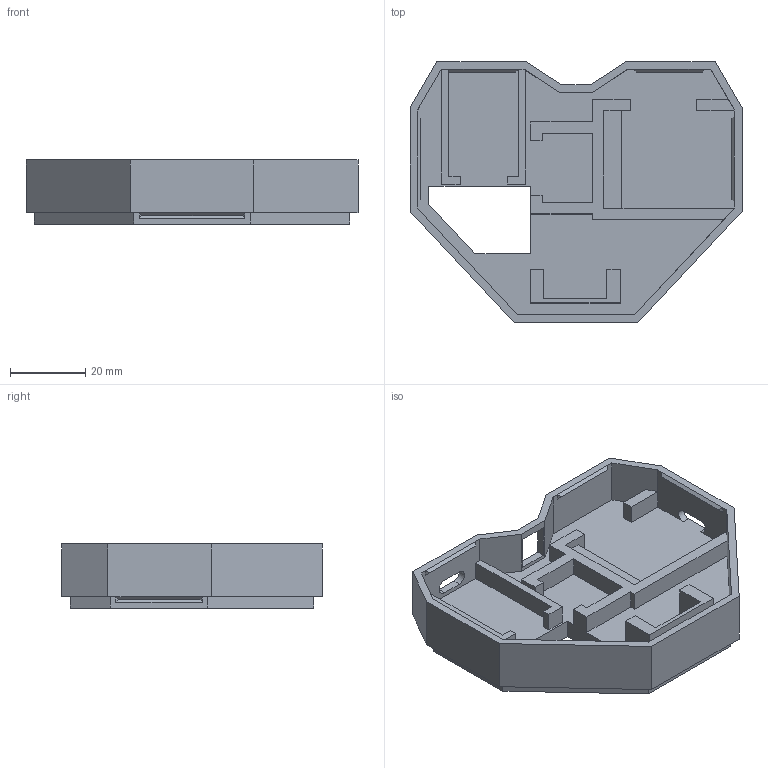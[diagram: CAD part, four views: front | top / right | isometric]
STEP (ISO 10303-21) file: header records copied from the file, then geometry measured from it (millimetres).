
FILE_DESCRIPTION(/* description */ (''),/* implementation_level */ '2;1');
FILE_NAME(/* name */ 'HeartBeat_MainMiddle_v1.step',/* time_stamp */ '2024-08-06T23:47:05-04:00',/* author */ (''),/* organization */ (''),/* preprocessor_version */ 'ST-DEVELOPER v20',/* originating_system */ 'Autodesk Translation Framework v13.14.0.145',/* authorisation */ '');
FILE_SCHEMA (('AUTOMOTIVE_DESIGN { 1 0 10303 214 3 1 1 }'));
Length unit declared in the file: millimetre
Products named in the file (1): (Unsaved)
Bounding box: 88 x 69 x 17 mm (x, y, z)
Volume: 31362.4 mm3; surface area: 20185.1 mm2
Topology: 1 solids, 1 shells, 139 faces, 386 edges, 251 vertices
Faces by surface type: plane 135, cylinder 4
Entity records: 4392 total; most frequent: CARTESIAN_POINT 777, ORIENTED_EDGE 772, DIRECTION 674, EDGE_CURVE 386, LINE 378, VECTOR 378, VERTEX_POINT 251, EDGE_LOOP 149
